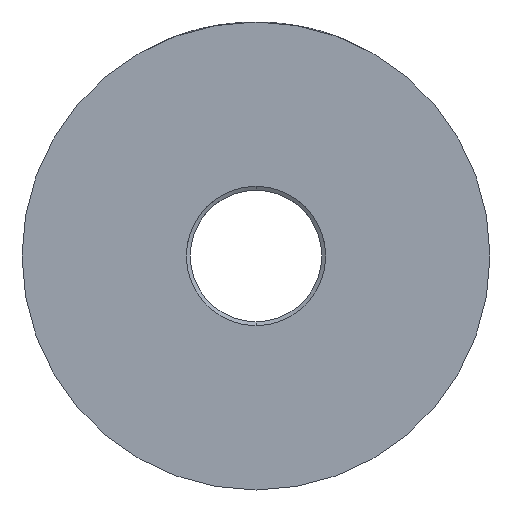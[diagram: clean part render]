
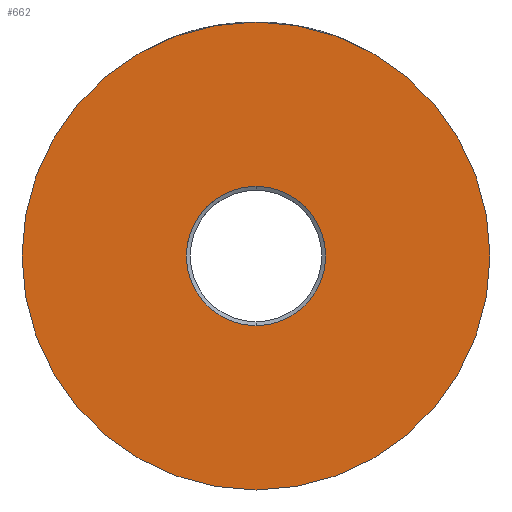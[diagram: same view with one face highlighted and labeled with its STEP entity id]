
A CAD part, front view. The second image highlights one B-rep face of the part: STEP entity #662.
In plain terms, the highlighted planar face has unit normal (0, -1, 0).
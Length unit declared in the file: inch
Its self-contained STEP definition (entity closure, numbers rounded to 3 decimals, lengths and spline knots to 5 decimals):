
#8 = VERTEX_POINT ( 'NONE', #582 ) ;
#29 = DIRECTION ( 'NONE',  ( 0., 0., 1. ) ) ;
#33 = DIRECTION ( 'NONE',  ( 0., 1., 0. ) ) ;
#34 = CARTESIAN_POINT ( 'NONE',  ( 0., 0., 0. ) ) ;
#80 = FACE_OUTER_BOUND ( 'NONE', #757, .T. ) ;
#84 = FACE_BOUND ( 'NONE', #731, .T. ) ;
#85 = ORIENTED_EDGE ( 'NONE', *, *, #235, .F. ) ;
#89 = PLANE ( 'NONE',  #876 ) ;
#98 = AXIS2_PLACEMENT_3D ( 'NONE', #679, #908, #719 ) ;
#110 = DIRECTION ( 'NONE',  ( 0., 1., 0. ) ) ;
#129 = CIRCLE ( 'NONE', #476, 0.0625 ) ;
#146 = CARTESIAN_POINT ( 'NONE',  ( 0., 0., -0.0625 ) ) ;
#153 = AXIS2_PLACEMENT_3D ( 'NONE', #872, #613, #583 ) ;
#186 = EDGE_CURVE ( 'NONE', #748, #568, #352, .T. ) ;
#222 = CIRCLE ( 'NONE', #868, 0.21 ) ;
#235 = EDGE_CURVE ( 'NONE', #8, #882, #343, .T. ) ;
#304 = DIRECTION ( 'NONE',  ( 0., 0., -1. ) ) ;
#306 = DIRECTION ( 'NONE',  ( 0., -1., 0. ) ) ;
#307 = CARTESIAN_POINT ( 'NONE',  ( 0., 0., 0. ) ) ;
#318 = CARTESIAN_POINT ( 'NONE',  ( 0., 0., 0.0625 ) ) ;
#343 = CIRCLE ( 'NONE', #98, 0.21 ) ;
#352 = CIRCLE ( 'NONE', #153, 0.0625 ) ;
#382 = CARTESIAN_POINT ( 'NONE',  ( 0., 0., 0.21 ) ) ;
#468 = EDGE_CURVE ( 'NONE', #882, #8, #222, .T. ) ;
#476 = AXIS2_PLACEMENT_3D ( 'NONE', #307, #306, #304 ) ;
#500 = ORIENTED_EDGE ( 'NONE', *, *, #569, .F. ) ;
#555 = DIRECTION ( 'NONE',  ( 0., 0., 1. ) ) ;
#568 = VERTEX_POINT ( 'NONE', #318 ) ;
#569 = EDGE_CURVE ( 'NONE', #568, #748, #129, .T. ) ;
#582 = CARTESIAN_POINT ( 'NONE',  ( 0., 0., -0.21 ) ) ;
#583 = DIRECTION ( 'NONE',  ( 0., 0., -1. ) ) ;
#613 = DIRECTION ( 'NONE',  ( 0., -1., 0. ) ) ;
#622 = ORIENTED_EDGE ( 'NONE', *, *, #468, .F. ) ;
#662 = ADVANCED_FACE ( 'NONE', ( #84, #80 ), #89, .F. ) ;
#679 = CARTESIAN_POINT ( 'NONE',  ( 0., 0., 0. ) ) ;
#719 = DIRECTION ( 'NONE',  ( 0., 0., 1. ) ) ;
#731 = EDGE_LOOP ( 'NONE', ( #879, #500 ) ) ;
#748 = VERTEX_POINT ( 'NONE', #146 ) ;
#757 = EDGE_LOOP ( 'NONE', ( #85, #622 ) ) ;
#868 = AXIS2_PLACEMENT_3D ( 'NONE', #869, #110, #555 ) ;
#869 = CARTESIAN_POINT ( 'NONE',  ( 0., 0., 0. ) ) ;
#872 = CARTESIAN_POINT ( 'NONE',  ( 0., 0., 0. ) ) ;
#876 = AXIS2_PLACEMENT_3D ( 'NONE', #34, #33, #29 ) ;
#879 = ORIENTED_EDGE ( 'NONE', *, *, #186, .F. ) ;
#882 = VERTEX_POINT ( 'NONE', #382 ) ;
#908 = DIRECTION ( 'NONE',  ( 0., 1., 0. ) ) ;
